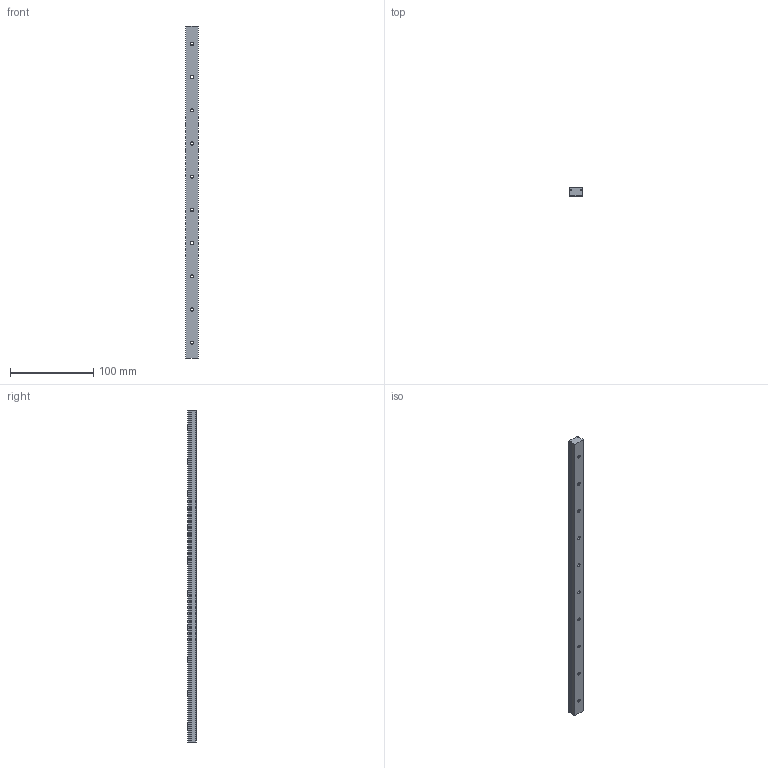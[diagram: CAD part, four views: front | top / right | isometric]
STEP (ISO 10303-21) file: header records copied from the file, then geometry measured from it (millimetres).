
FILE_DESCRIPTION (( 'STEP AP214' ), '1' );
FILE_NAME ('Rail.STEP', '2025-06-09T16:54:39', ( '' ), ( '' ), 'SwSTEP 2.0', 'SolidWorks 2021', '' );
FILE_SCHEMA (( 'AUTOMOTIVE_DESIGN' ));
Length unit declared in the file: millimetre
Products named in the file (1): Rail
Bounding box: 15 x 10 x 400 mm (x, y, z)
Volume: 56408 mm3; surface area: 23218.5 mm2
Topology: 1 solids, 1 shells, 143 faces, 343 edges, 202 vertices
Faces by surface type: cylinder 67, cone 60, plane 16
Entity records: 4205 total; most frequent: DIRECTION 805, CARTESIAN_POINT 689, ORIENTED_EDGE 686, EDGE_CURVE 343, AXIS2_PLACEMENT_3D 318, VERTEX_POINT 202, CIRCLE 174, VECTOR 169
